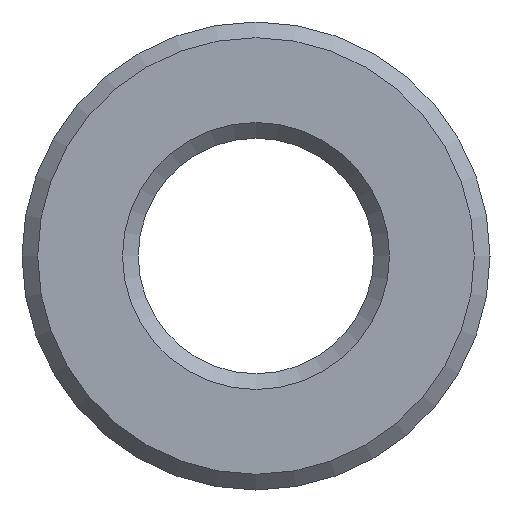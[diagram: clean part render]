
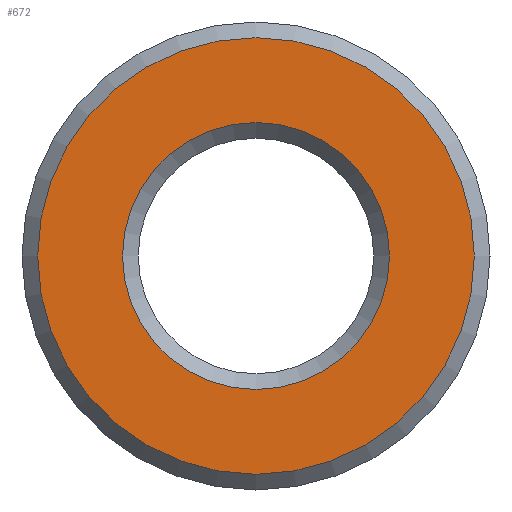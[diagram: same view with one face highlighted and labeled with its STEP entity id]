
A CAD part, left-side view. The second image highlights one B-rep face of the part: STEP entity #672.
In plain terms, the highlighted planar face has unit normal (-1, 0, 0).
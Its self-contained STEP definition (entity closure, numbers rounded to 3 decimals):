
#16=FACE_BOUND('',#93,.T.);
#20=PLANE('',#790);
#59=FACE_OUTER_BOUND('',#92,.T.);
#92=EDGE_LOOP('',(#558,#559));
#93=EDGE_LOOP('',(#560,#561));
#205=CIRCLE('',#788,27.807);
#206=CIRCLE('',#789,27.807);
#207=CIRCLE('',#791,17.);
#208=CIRCLE('',#792,17.);
#281=VERTEX_POINT('',#1223);
#282=VERTEX_POINT('',#1224);
#283=VERTEX_POINT('',#1229);
#284=VERTEX_POINT('',#1230);
#376=EDGE_CURVE('',#281,#282,#205,.T.);
#377=EDGE_CURVE('',#282,#281,#206,.T.);
#379=EDGE_CURVE('',#283,#284,#207,.T.);
#380=EDGE_CURVE('',#284,#283,#208,.T.);
#558=ORIENTED_EDGE('',*,*,#376,.T.);
#559=ORIENTED_EDGE('',*,*,#377,.T.);
#560=ORIENTED_EDGE('',*,*,#379,.F.);
#561=ORIENTED_EDGE('',*,*,#380,.F.);
#672=ADVANCED_FACE('',(#59,#16),#20,.T.);
#788=AXIS2_PLACEMENT_3D('',#1225,#1005,#1006);
#789=AXIS2_PLACEMENT_3D('',#1226,#1007,#1008);
#790=AXIS2_PLACEMENT_3D('',#1228,#1010,#1011);
#791=AXIS2_PLACEMENT_3D('',#1231,#1012,#1013);
#792=AXIS2_PLACEMENT_3D('',#1232,#1014,#1015);
#1005=DIRECTION('center_axis',(-1.,0.,0.));
#1006=DIRECTION('ref_axis',(0.,-1.,0.));
#1007=DIRECTION('center_axis',(-1.,0.,0.));
#1008=DIRECTION('ref_axis',(0.,-1.,0.));
#1010=DIRECTION('center_axis',(-1.,0.,0.));
#1011=DIRECTION('ref_axis',(0.,0.,1.));
#1012=DIRECTION('center_axis',(-1.,0.,0.));
#1013=DIRECTION('ref_axis',(0.,-1.,0.));
#1014=DIRECTION('center_axis',(-1.,0.,0.));
#1015=DIRECTION('ref_axis',(0.,-1.,0.));
#1223=CARTESIAN_POINT('',(0.,-27.807,0.));
#1224=CARTESIAN_POINT('',(0.,27.807,0.));
#1225=CARTESIAN_POINT('Origin',(0.,0.,0.));
#1226=CARTESIAN_POINT('Origin',(0.,0.,0.));
#1228=CARTESIAN_POINT('Origin',(0.,-22.404,0.));
#1229=CARTESIAN_POINT('',(0.,-17.,0.));
#1230=CARTESIAN_POINT('',(0.,17.,0.));
#1231=CARTESIAN_POINT('Origin',(0.,0.,0.));
#1232=CARTESIAN_POINT('Origin',(0.,0.,0.));
